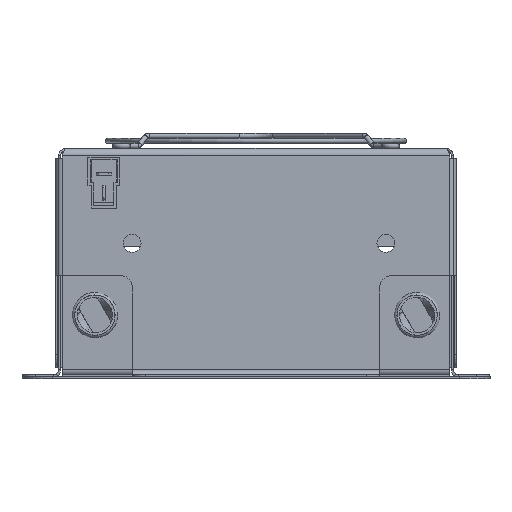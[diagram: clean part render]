
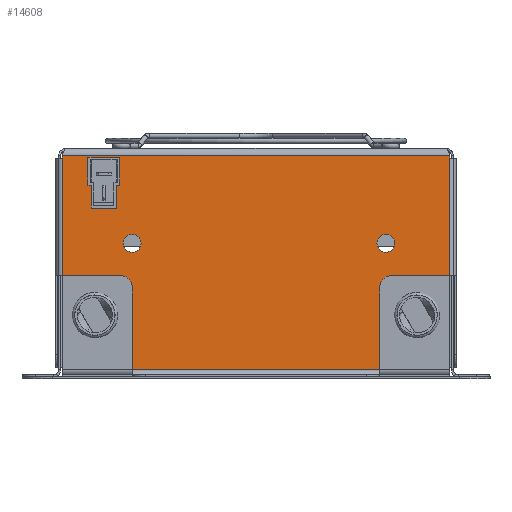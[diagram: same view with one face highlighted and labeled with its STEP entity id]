
A CAD part, left-side view. The second image highlights one B-rep face of the part: STEP entity #14608.
In plain terms, the highlighted planar face has unit normal (-1, 0, 0).
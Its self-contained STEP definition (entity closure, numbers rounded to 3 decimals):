
#633=FACE_BOUND('',#2119,.T.);
#634=FACE_BOUND('',#2120,.T.);
#635=FACE_BOUND('',#2121,.T.);
#892=PLANE('',#15708);
#1306=FACE_OUTER_BOUND('',#2118,.T.);
#2118=EDGE_LOOP('',(#10188,#10189,#10190,#10191,#10192,#10193,#10194,#10195,
#10196,#10197,#10198,#10199));
#2119=EDGE_LOOP('',(#10200));
#2120=EDGE_LOOP('',(#10201));
#2121=EDGE_LOOP('',(#10202));
#3139=LINE('',#21117,#4368);
#3146=LINE('',#21140,#4375);
#3153=LINE('',#21163,#4382);
#3185=LINE('',#21248,#4414);
#3190=LINE('',#21267,#4419);
#3196=LINE('',#21285,#4425);
#3204=LINE('',#21320,#4433);
#3210=LINE('',#21332,#4439);
#3211=LINE('',#21334,#4440);
#3212=LINE('',#21335,#4441);
#4368=VECTOR('',#17142,10.);
#4375=VECTOR('',#17161,10.);
#4382=VECTOR('',#17184,10.);
#4414=VECTOR('',#17278,10.);
#4419=VECTOR('',#17303,10.);
#4425=VECTOR('',#17327,10.);
#4433=VECTOR('',#17367,10.);
#4439=VECTOR('',#17377,10.);
#4440=VECTOR('',#17378,10.);
#4441=VECTOR('',#17379,10.);
#5548=CIRCLE('',#15625,5.);
#5550=CIRCLE('',#15629,5.);
#5577=CIRCLE('',#15693,4.1);
#5583=CIRCLE('',#15702,3.5);
#5585=CIRCLE('',#15705,3.5);
#6245=VERTEX_POINT('',#21107);
#6246=VERTEX_POINT('',#21109);
#6248=VERTEX_POINT('',#21115);
#6251=VERTEX_POINT('',#21122);
#6252=VERTEX_POINT('',#21124);
#6258=VERTEX_POINT('',#21138);
#6266=VERTEX_POINT('',#21162);
#6288=VERTEX_POINT('',#21246);
#6291=VERTEX_POINT('',#21264);
#6292=VERTEX_POINT('',#21266);
#6295=VERTEX_POINT('',#21284);
#6298=VERTEX_POINT('',#21292);
#6304=VERTEX_POINT('',#21310);
#6306=VERTEX_POINT('',#21316);
#6311=VERTEX_POINT('',#21333);
#7728=EDGE_CURVE('',#6245,#6246,#5548,.T.);
#7732=EDGE_CURVE('',#6245,#6248,#3139,.T.);
#7735=EDGE_CURVE('',#6251,#6252,#5550,.T.);
#7743=EDGE_CURVE('',#6251,#6258,#3146,.T.);
#7754=EDGE_CURVE('',#6266,#6246,#3153,.T.);
#7798=EDGE_CURVE('',#6288,#6248,#3185,.T.);
#7807=EDGE_CURVE('',#6291,#6292,#3190,.T.);
#7816=EDGE_CURVE('',#6292,#6295,#3196,.T.);
#7821=EDGE_CURVE('',#6298,#6298,#5577,.T.);
#7830=EDGE_CURVE('',#6304,#6304,#5583,.T.);
#7833=EDGE_CURVE('',#6306,#6306,#5585,.T.);
#7834=EDGE_CURVE('',#6291,#6252,#3204,.T.);
#7840=EDGE_CURVE('',#6258,#6266,#3210,.T.);
#7841=EDGE_CURVE('',#6311,#6288,#3211,.T.);
#7842=EDGE_CURVE('',#6311,#6295,#3212,.T.);
#10188=ORIENTED_EDGE('',*,*,#7834,.T.);
#10189=ORIENTED_EDGE('',*,*,#7735,.F.);
#10190=ORIENTED_EDGE('',*,*,#7743,.T.);
#10191=ORIENTED_EDGE('',*,*,#7840,.T.);
#10192=ORIENTED_EDGE('',*,*,#7754,.T.);
#10193=ORIENTED_EDGE('',*,*,#7728,.F.);
#10194=ORIENTED_EDGE('',*,*,#7732,.T.);
#10195=ORIENTED_EDGE('',*,*,#7798,.F.);
#10196=ORIENTED_EDGE('',*,*,#7841,.F.);
#10197=ORIENTED_EDGE('',*,*,#7842,.T.);
#10198=ORIENTED_EDGE('',*,*,#7816,.F.);
#10199=ORIENTED_EDGE('',*,*,#7807,.F.);
#10200=ORIENTED_EDGE('',*,*,#7821,.T.);
#10201=ORIENTED_EDGE('',*,*,#7830,.T.);
#10202=ORIENTED_EDGE('',*,*,#7833,.T.);
#14608=ADVANCED_FACE('',(#1306,#633,#634,#635),#892,.T.);
#15625=AXIS2_PLACEMENT_3D('',#21110,#17135,#17136);
#15629=AXIS2_PLACEMENT_3D('',#21125,#17148,#17149);
#15693=AXIS2_PLACEMENT_3D('',#21294,#17335,#17336);
#15702=AXIS2_PLACEMENT_3D('',#21312,#17356,#17357);
#15705=AXIS2_PLACEMENT_3D('',#21318,#17363,#17364);
#15708=AXIS2_PLACEMENT_3D('',#21331,#17375,#17376);
#17135=DIRECTION('center_axis',(-1.,0.,0.));
#17136=DIRECTION('ref_axis',(0.,0.707,0.707));
#17142=DIRECTION('',(0.,-1.,0.));
#17148=DIRECTION('center_axis',(-1.,0.,0.));
#17149=DIRECTION('ref_axis',(0.,-0.707,0.707));
#17161=DIRECTION('',(0.,0.,-1.));
#17184=DIRECTION('',(0.,0.,1.));
#17278=DIRECTION('',(0.,0.,-1.));
#17303=DIRECTION('',(0.,0.,1.));
#17327=DIRECTION('',(0.,0.,1.));
#17335=DIRECTION('center_axis',(1.,0.,0.));
#17336=DIRECTION('ref_axis',(0.,1.,0.));
#17356=DIRECTION('center_axis',(1.,0.,0.));
#17357=DIRECTION('ref_axis',(0.,1.,0.));
#17363=DIRECTION('center_axis',(1.,0.,0.));
#17364=DIRECTION('ref_axis',(0.,1.,0.));
#17367=DIRECTION('',(0.,-1.,0.));
#17375=DIRECTION('center_axis',(-1.,0.,0.));
#17376=DIRECTION('ref_axis',(0.,0.,
1.));
#17377=DIRECTION('',(0.,-1.,0.));
#17378=DIRECTION('',(0.,0.,-1.));
#17379=DIRECTION('',(0.,1.,0.));
#21107=CARTESIAN_POINT('',(-93.8,-53.75,-50.));
#21109=CARTESIAN_POINT('',(-93.8,-48.75,-55.));
#21110=CARTESIAN_POINT('Origin',(-93.8,-53.75,-55.));
#21115=CARTESIAN_POINT('',(-93.8,-76.434,-50.));
#21117=CARTESIAN_POINT('',(-93.8,-38.5,-50.));
#21122=CARTESIAN_POINT('',(-93.8,48.75,-55.));
#21124=CARTESIAN_POINT('',(-93.8,53.75,-50.));
#21125=CARTESIAN_POINT('Origin',(-93.8,53.75,-55.));
#21138=CARTESIAN_POINT('',(-93.8,48.75,-87.2));
#21140=CARTESIAN_POINT('',(-93.8,48.75,-97.387));
#21162=CARTESIAN_POINT('',(-93.8,-48.75,-87.2));
#21163=CARTESIAN_POINT('',(-93.8,-48.75,-47.387));
#21246=CARTESIAN_POINT('',(-93.8,-76.434,-3.8));
#21248=CARTESIAN_POINT('',(-93.8,-76.434,-2.8));
#21264=CARTESIAN_POINT('',(-93.8,76.434,-50.));
#21266=CARTESIAN_POINT('',(-93.8,76.434,-3.8));
#21267=CARTESIAN_POINT('',(-93.8,76.434,-2.8));
#21284=CARTESIAN_POINT('',(-93.8,76.434,-2.8));
#21285=CARTESIAN_POINT('',(-93.8,76.434,-2.8));
#21292=CARTESIAN_POINT('',(-93.8,55.9,-10.));
#21294=CARTESIAN_POINT('Origin',(-93.8,60.,-10.));
#21310=CARTESIAN_POINT('',(-93.8,45.3,-37.4));
#21312=CARTESIAN_POINT('Origin',(-93.8,48.8,-37.4));
#21316=CARTESIAN_POINT('',(-93.8,-54.7,-37.4));
#21318=CARTESIAN_POINT('Origin',(-93.8,-51.2,-37.4));
#21320=CARTESIAN_POINT('',(-93.8,24.375,-50.));
#21331=CARTESIAN_POINT('Origin',(-93.8,0.,
-44.773));
#21332=CARTESIAN_POINT('',(-93.8,-38.217,-87.2));
#21333=CARTESIAN_POINT('',(-93.8,-76.434,-2.8));
#21334=CARTESIAN_POINT('',(-93.8,-76.434,-2.8));
#21335=CARTESIAN_POINT('',(-93.8,0.,-2.8));
